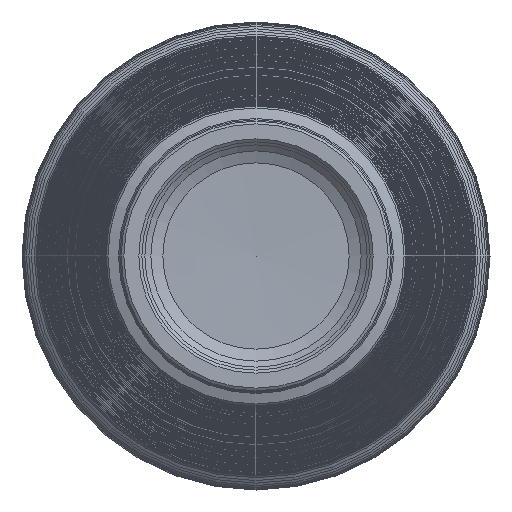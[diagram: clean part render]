
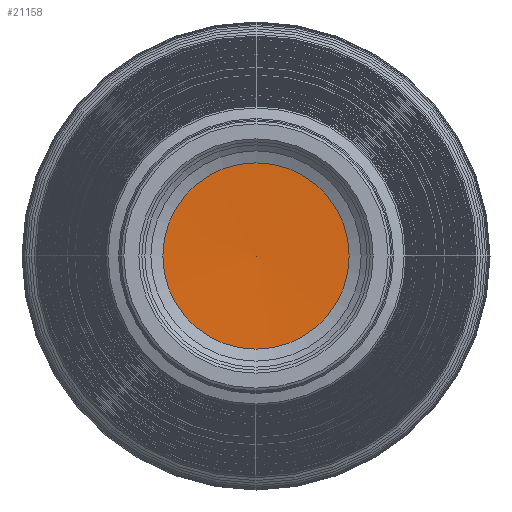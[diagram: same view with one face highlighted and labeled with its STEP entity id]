
A CAD part, front view. The second image highlights one B-rep face of the part: STEP entity #21158.
In plain terms, the highlighted conical face has half-angle 88.401 degrees and reference radius 0 mm.
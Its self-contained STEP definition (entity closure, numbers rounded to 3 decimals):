
#21069 = CONICAL_SURFACE('',#21070,17.91,1.162);
#21070 = AXIS2_PLACEMENT_3D('',#21071,#21072,#21073);
#21071 = CARTESIAN_POINT('',(0.,3.,0.));
#21072 = DIRECTION('',(-0.,-1.,-0.));
#21073 = DIRECTION('',(1.,-0.,0.));
#21107 = EDGE_CURVE('',#21108,#21108,#21110,.T.);
#21108 = VERTEX_POINT('',#21109);
#21109 = CARTESIAN_POINT('',(17.91,3.,0.));
#21110 = SURFACE_CURVE('',#21111,(#21116,#21123),.PCURVE_S1.);
#21111 = CIRCLE('',#21112,17.91);
#21112 = AXIS2_PLACEMENT_3D('',#21113,#21114,#21115);
#21113 = CARTESIAN_POINT('',(0.,3.,0.));
#21114 = DIRECTION('',(-0.,1.,0.));
#21115 = DIRECTION('',(1.,0.,0.));
#21116 = PCURVE('',#21069,#21117);
#21117 = DEFINITIONAL_REPRESENTATION('',(#21118),#21122);
#21118 = LINE('',#21119,#21120);
#21119 = CARTESIAN_POINT('',(-0.,0.));
#21120 = VECTOR('',#21121,1.);
#21121 = DIRECTION('',(-1.,0.));
#21122 = ( GEOMETRIC_REPRESENTATION_CONTEXT(2) 
PARAMETRIC_REPRESENTATION_CONTEXT() REPRESENTATION_CONTEXT('2D SPACE',''
  ) );
#21123 = PCURVE('',#21124,#21129);
#21124 = CONICAL_SURFACE('',#21125,0.,1.543);
#21125 = AXIS2_PLACEMENT_3D('',#21126,#21127,#21128);
#21126 = CARTESIAN_POINT('',(0.,3.5,0.));
#21127 = DIRECTION('',(-0.,-1.,-0.));
#21128 = DIRECTION('',(1.,-0.,0.));
#21129 = DEFINITIONAL_REPRESENTATION('',(#21130),#21134);
#21130 = LINE('',#21131,#21132);
#21131 = CARTESIAN_POINT('',(-0.,0.5));
#21132 = VECTOR('',#21133,1.);
#21133 = DIRECTION('',(-1.,0.));
#21134 = ( GEOMETRIC_REPRESENTATION_CONTEXT(2) 
PARAMETRIC_REPRESENTATION_CONTEXT() REPRESENTATION_CONTEXT('2D SPACE',''
  ) );
#21158 = ADVANCED_FACE('',(#21159),#21124,.F.);
#21159 = FACE_BOUND('',#21160,.T.);
#21160 = EDGE_LOOP('',(#21161,#21184,#21185));
#21161 = ORIENTED_EDGE('',*,*,#21162,.T.);
#21162 = EDGE_CURVE('',#21163,#21108,#21165,.T.);
#21163 = VERTEX_POINT('',#21164);
#21164 = CARTESIAN_POINT('',(0.,3.5,0.));
#21165 = SEAM_CURVE('',#21166,(#21170,#21177),.PCURVE_S1.);
#21166 = LINE('',#21167,#21168);
#21167 = CARTESIAN_POINT('',(0.,3.5,0.));
#21168 = VECTOR('',#21169,1.);
#21169 = DIRECTION('',(1.,-0.028,0.));
#21170 = PCURVE('',#21124,#21171);
#21171 = DEFINITIONAL_REPRESENTATION('',(#21172),#21176);
#21172 = LINE('',#21173,#21174);
#21173 = CARTESIAN_POINT('',(-0.,0.));
#21174 = VECTOR('',#21175,1.);
#21175 = DIRECTION('',(-0.,1.));
#21176 = ( GEOMETRIC_REPRESENTATION_CONTEXT(2) 
PARAMETRIC_REPRESENTATION_CONTEXT() REPRESENTATION_CONTEXT('2D SPACE',''
  ) );
#21177 = PCURVE('',#21124,#21178);
#21178 = DEFINITIONAL_REPRESENTATION('',(#21179),#21183);
#21179 = LINE('',#21180,#21181);
#21180 = CARTESIAN_POINT('',(-6.283,0.));
#21181 = VECTOR('',#21182,1.);
#21182 = DIRECTION('',(-0.,1.));
#21183 = ( GEOMETRIC_REPRESENTATION_CONTEXT(2) 
PARAMETRIC_REPRESENTATION_CONTEXT() REPRESENTATION_CONTEXT('2D SPACE',''
  ) );
#21184 = ORIENTED_EDGE('',*,*,#21107,.F.);
#21185 = ORIENTED_EDGE('',*,*,#21162,.F.);
